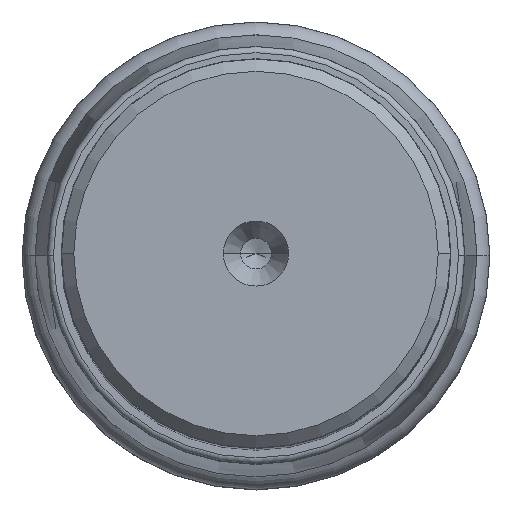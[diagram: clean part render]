
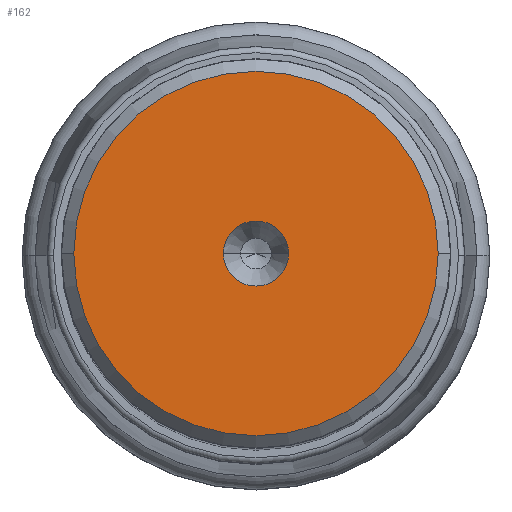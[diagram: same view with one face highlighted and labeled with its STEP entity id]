
A CAD part, top view. The second image highlights one B-rep face of the part: STEP entity #162.
In plain terms, the highlighted planar face has unit normal (0, 0, 1).
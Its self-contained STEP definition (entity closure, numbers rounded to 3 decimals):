
#65=PLANE('',#1499);
#73=FACE_BOUND('',#348,.T.);
#74=FACE_BOUND('',#349,.T.);
#162=ADVANCED_FACE('',(#73,#74),#65,.F.);
#348=EDGE_LOOP('',(#556,#557));
#349=EDGE_LOOP('',(#558,#559,#560,#561));
#556=ORIENTED_EDGE('',*,*,#928,.T.);
#557=ORIENTED_EDGE('',*,*,#931,.T.);
#558=ORIENTED_EDGE('',*,*,#932,.T.);
#559=ORIENTED_EDGE('',*,*,#933,.T.);
#560=ORIENTED_EDGE('',*,*,#934,.T.);
#561=ORIENTED_EDGE('',*,*,#935,.T.);
#794=VERTEX_POINT('',#2278);
#795=VERTEX_POINT('',#2279);
#796=VERTEX_POINT('',#2286);
#797=VERTEX_POINT('',#2287);
#798=VERTEX_POINT('',#2289);
#799=VERTEX_POINT('',#2291);
#928=EDGE_CURVE('',#794,#795,#1081,.T.);
#931=EDGE_CURVE('',#795,#794,#1082,.T.);
#932=EDGE_CURVE('',#796,#797,#1083,.T.);
#933=EDGE_CURVE('',#797,#798,#1084,.T.);
#934=EDGE_CURVE('',#798,#799,#1085,.T.);
#935=EDGE_CURVE('',#799,#796,#1086,.T.);
#1081=CIRCLE('',#1491,2.65);
#1082=CIRCLE('',#1493,2.65);
#1083=CIRCLE('',#1495,14.84);
#1084=CIRCLE('',#1496,14.84);
#1085=CIRCLE('',#1497,14.84);
#1086=CIRCLE('',#1498,14.84);
#1491=AXIS2_PLACEMENT_3D('',#2277,#1839,#1840);
#1493=AXIS2_PLACEMENT_3D('',#2283,#1845,#1846);
#1495=AXIS2_PLACEMENT_3D('',#2285,#1849,#1850);
#1496=AXIS2_PLACEMENT_3D('',#2288,#1851,#1852);
#1497=AXIS2_PLACEMENT_3D('',#2290,#1853,#1854);
#1498=AXIS2_PLACEMENT_3D('',#2292,#1855,#1856);
#1499=AXIS2_PLACEMENT_3D('',#2293,#1857,#1858);
#1839=DIRECTION('',(0.,0.,-1.));
#1840=DIRECTION('',(-1.,0.,0.));
#1845=DIRECTION('',(0.,0.,-1.));
#1846=DIRECTION('',(1.,0.,0.));
#1849=DIRECTION('',(0.,0.,1.));
#1850=DIRECTION('',(-1.,0.,0.));
#1851=DIRECTION('',(0.,0.,1.));
#1852=DIRECTION('',(0.,-1.,0.));
#1853=DIRECTION('',(0.,0.,1.));
#1854=DIRECTION('',(1.,0.,0.));
#1855=DIRECTION('',(0.,0.,1.));
#1856=DIRECTION('',(0.,1.,0.));
#1857=DIRECTION('',(0.,0.,-1.));
#1858=DIRECTION('',(1.,0.,0.));
#2277=CARTESIAN_POINT('',(0.,0.,54.37));
#2278=CARTESIAN_POINT('',(-2.65,0.,54.37));
#2279=CARTESIAN_POINT('',(2.65,0.,54.37));
#2283=CARTESIAN_POINT('',(0.,0.,54.37));
#2285=CARTESIAN_POINT('',(0.,0.,54.37));
#2286=CARTESIAN_POINT('',(-14.84,0.,54.37));
#2287=CARTESIAN_POINT('',(0.,-14.84,54.37));
#2288=CARTESIAN_POINT('',(0.,0.,54.37));
#2289=CARTESIAN_POINT('',(14.84,0.,54.37));
#2290=CARTESIAN_POINT('',(0.,0.,54.37));
#2291=CARTESIAN_POINT('',(0.,14.84,54.37));
#2292=CARTESIAN_POINT('',(0.,0.,54.37));
#2293=CARTESIAN_POINT('',(0.,0.,54.37));
